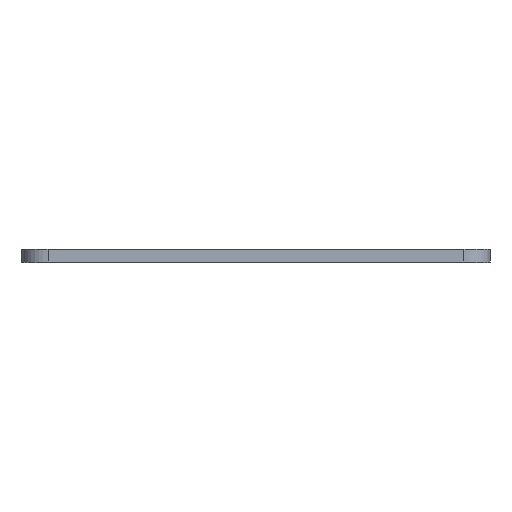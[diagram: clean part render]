
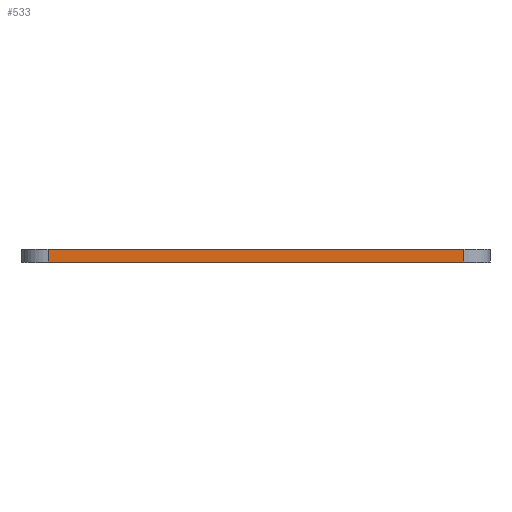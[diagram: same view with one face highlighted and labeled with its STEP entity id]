
A CAD part, top view. The second image highlights one B-rep face of the part: STEP entity #533.
In plain terms, the highlighted planar face has unit normal (0, 0, 1).
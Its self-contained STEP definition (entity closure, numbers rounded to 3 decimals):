
#25 = VERTEX_POINT ( 'NONE', #1102 ) ;
#51 = DIRECTION ( 'NONE',  ( 0., -1., 0. ) ) ;
#243 = ORIENTED_EDGE ( 'NONE', *, *, #1456, .F. ) ;
#246 = DIRECTION ( 'NONE',  ( 1., 0., 0. ) ) ;
#396 = CARTESIAN_POINT ( 'NONE',  ( -104.074, 0., 134.659 ) ) ;
#512 = ORIENTED_EDGE ( 'NONE', *, *, #1928, .T. ) ;
#533 = ADVANCED_FACE ( 'NONE', ( #1954 ), #1182, .F. ) ;
#673 = ORIENTED_EDGE ( 'NONE', *, *, #1790, .F. ) ;
#734 = LINE ( 'NONE', #396, #2365 ) ;
#758 = EDGE_LOOP ( 'NONE', ( #512, #243, #673, #815 ) ) ;
#815 = ORIENTED_EDGE ( 'NONE', *, *, #999, .T. ) ;
#956 = CARTESIAN_POINT ( 'NONE',  ( -104.074, 5., 134.659 ) ) ;
#978 = VERTEX_POINT ( 'NONE', #1764 ) ;
#999 = EDGE_CURVE ( 'NONE', #25, #978, #1580, .T. ) ;
#1009 = CARTESIAN_POINT ( 'NONE',  ( 55.926, 0., 134.659 ) ) ;
#1086 = VECTOR ( 'NONE', #2235, 1000. ) ;
#1100 = CARTESIAN_POINT ( 'NONE',  ( 55.926, 5., 134.659 ) ) ;
#1102 = CARTESIAN_POINT ( 'NONE',  ( -104.074, 5., 134.659 ) ) ;
#1129 = CARTESIAN_POINT ( 'NONE',  ( 55.926, 5., 134.659 ) ) ;
#1182 = PLANE ( 'NONE',  #1683 ) ;
#1238 = CARTESIAN_POINT ( 'NONE',  ( -104.074, 5., 134.659 ) ) ;
#1332 = VECTOR ( 'NONE', #51, 1000. ) ;
#1354 = DIRECTION ( 'NONE',  ( -1., 0., 0. ) ) ;
#1456 = EDGE_CURVE ( 'NONE', #1953, #1798, #1463, .T. ) ;
#1463 = LINE ( 'NONE', #1100, #1086 ) ;
#1580 = LINE ( 'NONE', #1614, #1332 ) ;
#1596 = LINE ( 'NONE', #1238, #1711 ) ;
#1614 = CARTESIAN_POINT ( 'NONE',  ( -104.074, 5., 134.659 ) ) ;
#1683 = AXIS2_PLACEMENT_3D ( 'NONE', #956, #1922, #1354 ) ;
#1711 = VECTOR ( 'NONE', #1825, 1000. ) ;
#1764 = CARTESIAN_POINT ( 'NONE',  ( -104.074, 0., 134.659 ) ) ;
#1790 = EDGE_CURVE ( 'NONE', #25, #1953, #1596, .T. ) ;
#1798 = VERTEX_POINT ( 'NONE', #1009 ) ;
#1825 = DIRECTION ( 'NONE',  ( 1., 0., 0. ) ) ;
#1922 = DIRECTION ( 'NONE',  ( 0., 0., -1. ) ) ;
#1928 = EDGE_CURVE ( 'NONE', #978, #1798, #734, .T. ) ;
#1953 = VERTEX_POINT ( 'NONE', #1129 ) ;
#1954 = FACE_OUTER_BOUND ( 'NONE', #758, .T. ) ;
#2235 = DIRECTION ( 'NONE',  ( 0., -1., 0. ) ) ;
#2365 = VECTOR ( 'NONE', #246, 1000. ) ;
